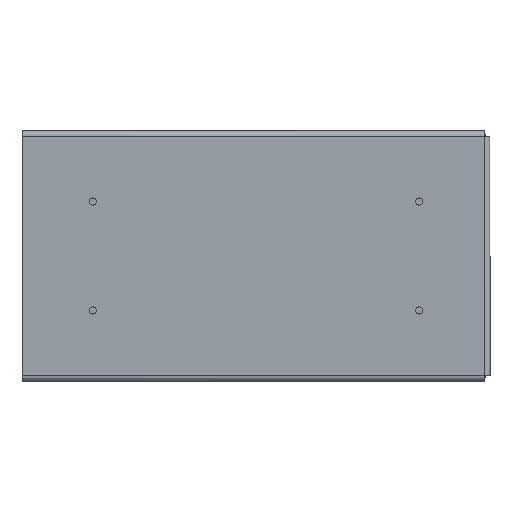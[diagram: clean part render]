
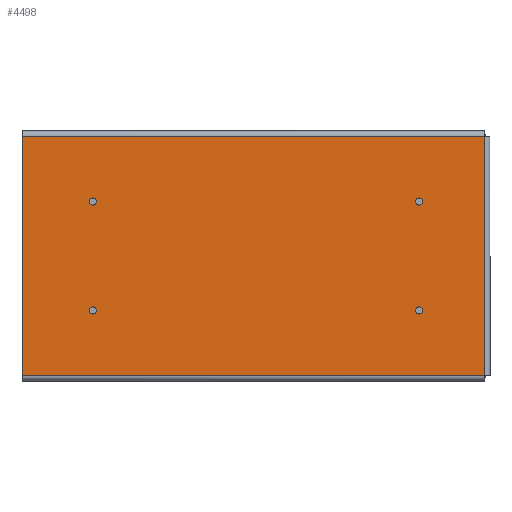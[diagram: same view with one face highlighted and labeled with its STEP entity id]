
A CAD part, front view. The second image highlights one B-rep face of the part: STEP entity #4498.
In plain terms, the highlighted planar face has unit normal (0, -1, 0).
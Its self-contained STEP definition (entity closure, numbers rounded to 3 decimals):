
#17 = CARTESIAN_POINT ( 'NONE',  ( 75., -1.8, 25. ) ) ;
#61 = CIRCLE ( 'NONE', #613, 1.65 ) ;
#196 = CARTESIAN_POINT ( 'NONE',  ( -75., -1.8, 25. ) ) ;
#206 = ORIENTED_EDGE ( 'NONE', *, *, #4481, .F. ) ;
#239 = CARTESIAN_POINT ( 'NONE',  ( 0., -1.8, 0. ) ) ;
#256 = CARTESIAN_POINT ( 'NONE',  ( -75., -1.8, -25. ) ) ;
#269 = LINE ( 'NONE', #1411, #4273 ) ;
#277 = DIRECTION ( 'NONE',  ( 0., -1., 0. ) ) ;
#326 = CARTESIAN_POINT ( 'NONE',  ( 75., -1.8, 26.65 ) ) ;
#340 = CARTESIAN_POINT ( 'NONE',  ( -75., -1.8, -26.65 ) ) ;
#369 = ORIENTED_EDGE ( 'NONE', *, *, #507, .T. ) ;
#401 = VERTEX_POINT ( 'NONE', #2618 ) ;
#507 = EDGE_CURVE ( 'NONE', #3848, #1547, #269, .T. ) ;
#588 = CIRCLE ( 'NONE', #821, 1.65 ) ;
#589 = VERTEX_POINT ( 'NONE', #604 ) ;
#604 = CARTESIAN_POINT ( 'NONE',  ( 104.963, -1.8, -54.963 ) ) ;
#613 = AXIS2_PLACEMENT_3D ( 'NONE', #3048, #277, #2544 ) ;
#622 = DIRECTION ( 'NONE',  ( 0., 0., -1. ) ) ;
#624 = DIRECTION ( 'NONE',  ( 0., -1., 0. ) ) ;
#625 = DIRECTION ( 'NONE',  ( 0., -1., 0. ) ) ;
#746 = FACE_OUTER_BOUND ( 'NONE', #4647, .T. ) ;
#756 = FACE_BOUND ( 'NONE', #2415, .T. ) ;
#776 = ORIENTED_EDGE ( 'NONE', *, *, #3418, .F. ) ;
#777 = FACE_BOUND ( 'NONE', #1524, .T. ) ;
#781 = FACE_BOUND ( 'NONE', #3333, .T. ) ;
#789 = FACE_BOUND ( 'NONE', #4078, .T. ) ;
#821 = AXIS2_PLACEMENT_3D ( 'NONE', #17, #1841, #622 ) ;
#835 = CIRCLE ( 'NONE', #1976, 1.65 ) ;
#850 = EDGE_CURVE ( 'NONE', #3722, #401, #3499, .T. ) ;
#875 = CARTESIAN_POINT ( 'NONE',  ( -107.5, -1.8, -54.963 ) ) ;
#949 = EDGE_CURVE ( 'NONE', #4453, #1358, #3737, .T. ) ;
#1007 = DIRECTION ( 'NONE',  ( 0., 1., 0. ) ) ;
#1284 = CIRCLE ( 'NONE', #2211, 1.65 ) ;
#1358 = VERTEX_POINT ( 'NONE', #4089 ) ;
#1359 = DIRECTION ( 'NONE',  ( 0., -1., 0. ) ) ;
#1381 = ORIENTED_EDGE ( 'NONE', *, *, #1601, .F. ) ;
#1411 = CARTESIAN_POINT ( 'NONE',  ( 104.993, -1.8, 54.963 ) ) ;
#1524 = EDGE_LOOP ( 'NONE', ( #4502, #2579 ) ) ;
#1547 = VERTEX_POINT ( 'NONE', #4160 ) ;
#1570 = ORIENTED_EDGE ( 'NONE', *, *, #2018, .F. ) ;
#1578 = DIRECTION ( 'NONE',  ( 0., -1., 0. ) ) ;
#1583 = EDGE_CURVE ( 'NONE', #2889, #1807, #1284, .T. ) ;
#1588 = ORIENTED_EDGE ( 'NONE', *, *, #2665, .F. ) ;
#1601 = EDGE_CURVE ( 'NONE', #1807, #2889, #4293, .T. ) ;
#1639 = LINE ( 'NONE', #875, #2626 ) ;
#1704 = CARTESIAN_POINT ( 'NONE',  ( 75., -1.8, -25. ) ) ;
#1807 = VERTEX_POINT ( 'NONE', #3515 ) ;
#1823 = EDGE_CURVE ( 'NONE', #1358, #4453, #61, .T. ) ;
#1841 = DIRECTION ( 'NONE',  ( 0., -1., 0. ) ) ;
#1970 = DIRECTION ( 'NONE',  ( 0., -1., 0. ) ) ;
#1976 = AXIS2_PLACEMENT_3D ( 'NONE', #2856, #624, #3251 ) ;
#1979 = CARTESIAN_POINT ( 'NONE',  ( -107.5, -1.8, -57.5 ) ) ;
#1982 = VERTEX_POINT ( 'NONE', #326 ) ;
#2018 = EDGE_CURVE ( 'NONE', #401, #3722, #4348, .T. ) ;
#2211 = AXIS2_PLACEMENT_3D ( 'NONE', #3995, #1359, #3612 ) ;
#2367 = EDGE_CURVE ( 'NONE', #3415, #589, #1639, .T. ) ;
#2389 = ORIENTED_EDGE ( 'NONE', *, *, #1583, .F. ) ;
#2415 = EDGE_LOOP ( 'NONE', ( #2389, #1381 ) ) ;
#2437 = DIRECTION ( 'NONE',  ( 0., -1., 0. ) ) ;
#2544 = DIRECTION ( 'NONE',  ( 0., 0., -1. ) ) ;
#2579 = ORIENTED_EDGE ( 'NONE', *, *, #1823, .F. ) ;
#2618 = CARTESIAN_POINT ( 'NONE',  ( -75., -1.8, -23.35 ) ) ;
#2626 = VECTOR ( 'NONE', #3875, 1000. ) ;
#2665 = EDGE_CURVE ( 'NONE', #2963, #1982, #588, .T. ) ;
#2765 = LINE ( 'NONE', #3525, #2800 ) ;
#2800 = VECTOR ( 'NONE', #4665, 1000. ) ;
#2856 = CARTESIAN_POINT ( 'NONE',  ( 75., -1.8, 25. ) ) ;
#2889 = VERTEX_POINT ( 'NONE', #3019 ) ;
#2961 = DIRECTION ( 'NONE',  ( 0., 0., -1. ) ) ;
#2963 = VERTEX_POINT ( 'NONE', #3933 ) ;
#2978 = AXIS2_PLACEMENT_3D ( 'NONE', #239, #1007, #3638 ) ;
#3019 = CARTESIAN_POINT ( 'NONE',  ( 75., -1.8, -26.65 ) ) ;
#3048 = CARTESIAN_POINT ( 'NONE',  ( -75., -1.8, 25. ) ) ;
#3184 = VECTOR ( 'NONE', #3976, 1000. ) ;
#3221 = LINE ( 'NONE', #1979, #3184 ) ;
#3223 = AXIS2_PLACEMENT_3D ( 'NONE', #1704, #1970, #4631 ) ;
#3251 = DIRECTION ( 'NONE',  ( 0., 0., -1. ) ) ;
#3333 = EDGE_LOOP ( 'NONE', ( #1588, #206 ) ) ;
#3389 = CARTESIAN_POINT ( 'NONE',  ( -75., -1.8, -25. ) ) ;
#3415 = VERTEX_POINT ( 'NONE', #4065 ) ;
#3418 = EDGE_CURVE ( 'NONE', #3415, #1547, #3221, .T. ) ;
#3499 = CIRCLE ( 'NONE', #4801, 1.65 ) ;
#3515 = CARTESIAN_POINT ( 'NONE',  ( 75., -1.8, -23.35 ) ) ;
#3525 = CARTESIAN_POINT ( 'NONE',  ( 104.963, -1.8, -54.993 ) ) ;
#3580 = EDGE_CURVE ( 'NONE', #589, #3848, #2765, .T. ) ;
#3612 = DIRECTION ( 'NONE',  ( 0., 0., -1. ) ) ;
#3638 = DIRECTION ( 'NONE',  ( 0., 0., 1. ) ) ;
#3686 = ORIENTED_EDGE ( 'NONE', *, *, #3580, .T. ) ;
#3722 = VERTEX_POINT ( 'NONE', #340 ) ;
#3737 = CIRCLE ( 'NONE', #4275, 1.65 ) ;
#3848 = VERTEX_POINT ( 'NONE', #4123 ) ;
#3875 = DIRECTION ( 'NONE',  ( 1., 0., 0. ) ) ;
#3933 = CARTESIAN_POINT ( 'NONE',  ( 75., -1.8, 23.35 ) ) ;
#3976 = DIRECTION ( 'NONE',  ( 0., 0., 1. ) ) ;
#3995 = CARTESIAN_POINT ( 'NONE',  ( 75., -1.8, -25. ) ) ;
#4057 = DIRECTION ( 'NONE',  ( -1., 0., 0. ) ) ;
#4065 = CARTESIAN_POINT ( 'NONE',  ( -107.5, -1.8, -54.963 ) ) ;
#4078 = EDGE_LOOP ( 'NONE', ( #4677, #1570 ) ) ;
#4089 = CARTESIAN_POINT ( 'NONE',  ( -75., -1.8, 26.65 ) ) ;
#4123 = CARTESIAN_POINT ( 'NONE',  ( 104.963, -1.8, 54.963 ) ) ;
#4160 = CARTESIAN_POINT ( 'NONE',  ( -107.5, -1.8, 54.963 ) ) ;
#4226 = ORIENTED_EDGE ( 'NONE', *, *, #2367, .T. ) ;
#4273 = VECTOR ( 'NONE', #4057, 1000. ) ;
#4275 = AXIS2_PLACEMENT_3D ( 'NONE', #196, #2437, #4707 ) ;
#4293 = CIRCLE ( 'NONE', #3223, 1.65 ) ;
#4348 = CIRCLE ( 'NONE', #4397, 1.65 ) ;
#4364 = CARTESIAN_POINT ( 'NONE',  ( -75., -1.8, 23.35 ) ) ;
#4397 = AXIS2_PLACEMENT_3D ( 'NONE', #3389, #1578, #2961 ) ;
#4453 = VERTEX_POINT ( 'NONE', #4364 ) ;
#4481 = EDGE_CURVE ( 'NONE', #1982, #2963, #835, .T. ) ;
#4498 = ADVANCED_FACE ( 'NONE', ( #777, #781, #789, #756, #746 ), #4781, .F. ) ;
#4502 = ORIENTED_EDGE ( 'NONE', *, *, #949, .F. ) ;
#4631 = DIRECTION ( 'NONE',  ( 0., 0., -1. ) ) ;
#4647 = EDGE_LOOP ( 'NONE', ( #3686, #369, #776, #4226 ) ) ;
#4665 = DIRECTION ( 'NONE',  ( 0., 0., 1. ) ) ;
#4677 = ORIENTED_EDGE ( 'NONE', *, *, #850, .F. ) ;
#4703 = DIRECTION ( 'NONE',  ( 0., 0., -1. ) ) ;
#4707 = DIRECTION ( 'NONE',  ( 0., 0., -1. ) ) ;
#4781 = PLANE ( 'NONE',  #2978 ) ;
#4801 = AXIS2_PLACEMENT_3D ( 'NONE', #256, #625, #4703 ) ;
